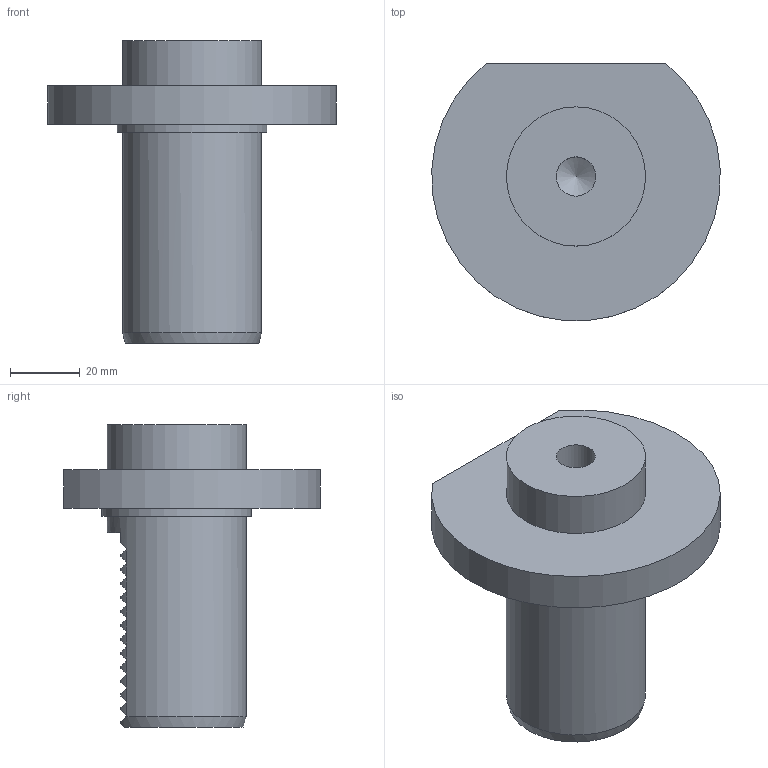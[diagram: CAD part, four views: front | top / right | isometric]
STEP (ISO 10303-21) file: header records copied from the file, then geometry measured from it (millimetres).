
FILE_DESCRIPTION(/* description */ (''),/* implementation_level */ '2;1');
FILE_NAME(/* name */ '10001157366nxv000_00_214.stp',/* time_stamp */ '2023-02-16T12:38:16+01:00',/* author */ (''),/* organization */ (''),/* preprocessor_version */ 'ST-DEVELOPER v18.1',/* originating_system */ 'SIEMENS PLM Software NX 2000',/* authorisation */ '');
FILE_SCHEMA (('AUTOMOTIVE_DESIGN { 1 0 10303 214 3 1 1 1 }'));
Length unit declared in the file: millimetre
Products named in the file (1): 10001157366nxv000_00
Bounding box: 82.91 x 73.85 x 87 mm (x, y, z)
Surface area: 23522.5 mm2 (no closed solid volume)
Topology: 0 solids, 1 shells, 68 faces, 165 edges, 102 vertices
Faces by surface type: plane 48, cylinder 18, cone 2
Full cylindrical faces by diameter (mm): 11.3 x1, 40 x2, 43.01 x1
Entity records: 1750 total; most frequent: DIRECTION 320, CARTESIAN_POINT 302, ORIENTED_EDGE 284, EDGE_CURVE 142, AXIS2_PLACEMENT_3D 124, VERTEX_POINT 98, LINE 72, VECTOR 72
